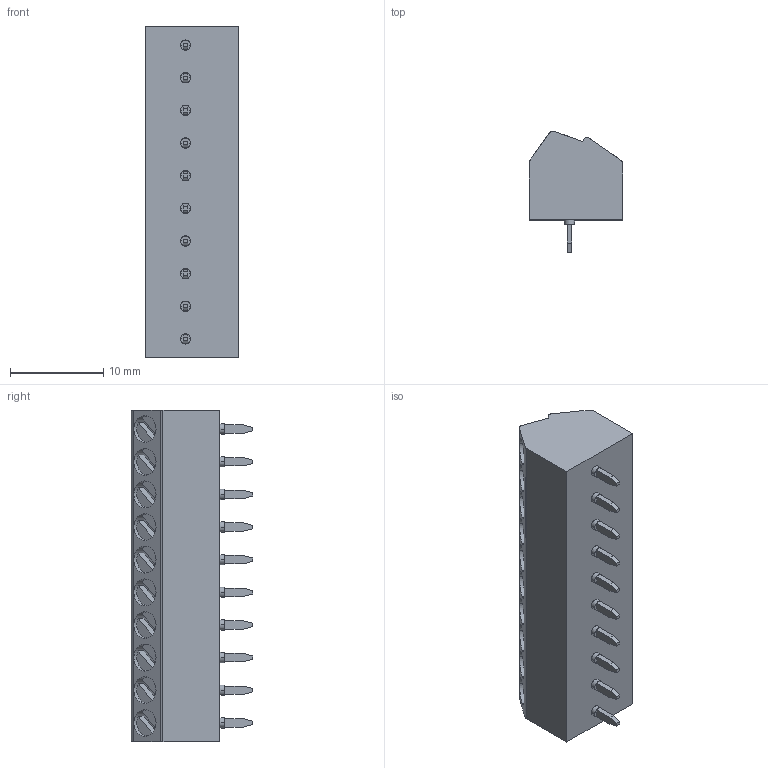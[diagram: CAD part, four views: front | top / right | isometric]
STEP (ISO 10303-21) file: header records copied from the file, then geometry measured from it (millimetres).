
FILE_DESCRIPTION(('STEP AP242'),'1');
FILE_NAME('1751170.stp','2022-06-16T08:19:17',('TraceParts'),('TraceParts S.A.'),'Spatial InterOp 3D',' ',' ');
FILE_SCHEMA(('AP242_MANAGED_MODEL_BASED_3D_ENGINEERING_MIM_LF {1 0 10303 442 1 1 4}'));
Length unit declared in the file: millimetre
Products named in the file (1): 1751170
Bounding box: 10 x 13 x 35.5 mm (x, y, z)
Volume: 2775.4 mm3; surface area: 1920.1 mm2
Topology: 1 solids, 1 shells, 402 faces, 998 edges, 652 vertices
Faces by surface type: plane 296, cylinder 106
Entity records: 15134 total; most frequent: DIRECTION 2076, CARTESIAN_POINT 2053, ORIENTED_EDGE 1996, EDGE_CURVE 998, LINE 726, VECTOR 726, AXIS2_PLACEMENT_3D 675, VERTEX_POINT 652
